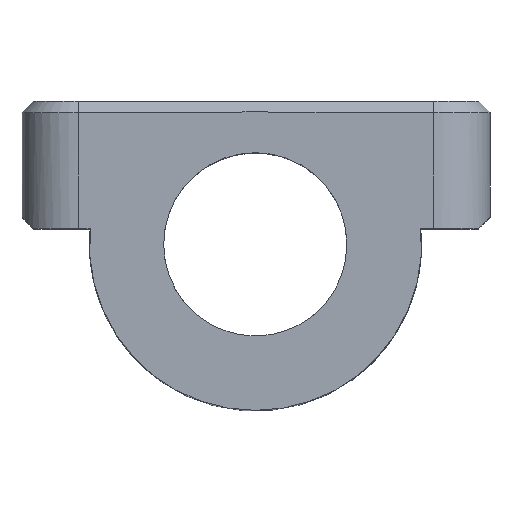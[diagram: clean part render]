
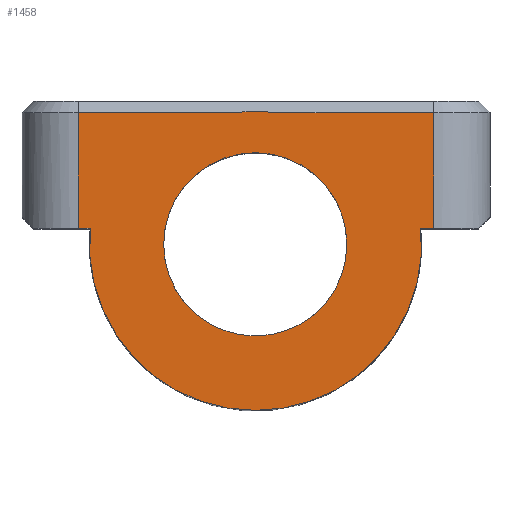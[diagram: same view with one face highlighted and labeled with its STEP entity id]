
A CAD part, top view. The second image highlights one B-rep face of the part: STEP entity #1458.
In plain terms, the highlighted planar face has unit normal (0, 0, 1).
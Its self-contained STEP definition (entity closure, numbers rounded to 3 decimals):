
#79=FACE_BOUND('',#294,.T.);
#118=CIRCLE('',#1565,5.891);
#119=CIRCLE('',#1571,3.25);
#121=CIRCLE('',#1587,3.728);
#206=FACE_OUTER_BOUND('',#293,.T.);
#293=EDGE_LOOP('',(#1324,#1325,#1326,#1327,#1328,#1329,#1330,#1331));
#294=EDGE_LOOP('',(#1332));
#383=LINE('',#2331,#521);
#405=LINE('',#2396,#543);
#424=LINE('',#3141,#562);
#426=LINE('',#3144,#564);
#427=LINE('',#3148,#565);
#428=LINE('',#3150,#566);
#521=VECTOR('',#1826,10.);
#543=VECTOR('',#1896,10.);
#562=VECTOR('',#1991,10.);
#564=VECTOR('',#1993,10.);
#565=VECTOR('',#2000,10.);
#566=VECTOR('',#2003,10.);
#660=VERTEX_POINT('',#2328);
#661=VERTEX_POINT('',#2330);
#679=VERTEX_POINT('',#2393);
#680=VERTEX_POINT('',#2395);
#689=VERTEX_POINT('',#2774);
#695=VERTEX_POINT('',#3116);
#696=VERTEX_POINT('',#3117);
#701=VERTEX_POINT('',#3137);
#702=VERTEX_POINT('',#3142);
#827=EDGE_CURVE('',#660,#661,#383,.T.);
#860=EDGE_CURVE('',#680,#679,#405,.T.);
#869=EDGE_CURVE('',#660,#680,#118,.T.);
#876=EDGE_CURVE('',#689,#689,#119,.F.);
#892=EDGE_CURVE('',#696,#695,#121,.T.);
#903=EDGE_CURVE('',#696,#701,#424,.T.);
#905=EDGE_CURVE('',#702,#695,#426,.T.);
#907=EDGE_CURVE('',#701,#679,#427,.T.);
#908=EDGE_CURVE('',#661,#702,#428,.T.);
#1324=ORIENTED_EDGE('',*,*,#869,.T.);
#1325=ORIENTED_EDGE('',*,*,#860,.T.);
#1326=ORIENTED_EDGE('',*,*,#907,.F.);
#1327=ORIENTED_EDGE('',*,*,#903,.F.);
#1328=ORIENTED_EDGE('',*,*,#892,.T.);
#1329=ORIENTED_EDGE('',*,*,#905,.F.);
#1330=ORIENTED_EDGE('',*,*,#908,.F.);
#1331=ORIENTED_EDGE('',*,*,#827,.F.);
#1332=ORIENTED_EDGE('',*,*,#876,.T.);
#1379=PLANE('',#1607);
#1458=ADVANCED_FACE('',(#206,#79),#1379,.T.);
#1565=AXIS2_PLACEMENT_3D('',#2586,#1907,#1908);
#1571=AXIS2_PLACEMENT_3D('',#2776,#1922,#1923);
#1587=AXIS2_PLACEMENT_3D('',#3119,#1962,#1963);
#1607=AXIS2_PLACEMENT_3D('',#3159,#2016,#2017);
#1826=DIRECTION('',(-1.,0.,0.));
#1896=DIRECTION('',(1.,0.,0.));
#1907=DIRECTION('center_axis',(0.,0.,
1.));
#1908=DIRECTION('ref_axis',(0.,-1.,0.));
#1922=DIRECTION('center_axis',(0.,0.,
1.));
#1923=DIRECTION('ref_axis',(1.,0.,0.));
#1962=DIRECTION('center_axis',(0.,0.,
1.));
#1963=DIRECTION('ref_axis',(-1.,0.,0.));
#1991=DIRECTION('',(1.,0.,0.));
#1993=DIRECTION('',(1.,0.,0.));
#2000=DIRECTION('',(0.,-1.,0.));
#2003=DIRECTION('',(0.,1.,0.));
#2016=DIRECTION('center_axis',(0.,0.,
1.));
#2017=DIRECTION('ref_axis',(-1.,0.,0.));
#2328=CARTESIAN_POINT('',(123.62,104.4,-57.972));
#2330=CARTESIAN_POINT('',(123.2,104.4,-57.972));
#2331=CARTESIAN_POINT('',(133.65,104.4,-57.972));
#2393=CARTESIAN_POINT('',(135.8,104.4,-57.972));
#2395=CARTESIAN_POINT('',(135.346,104.4,-57.972));
#2396=CARTESIAN_POINT('',(133.65,104.4,-57.972));
#2586=CARTESIAN_POINT('Origin',(129.483,103.83,-57.972));
#2774=CARTESIAN_POINT('',(126.224,103.83,-57.972));
#2776=CARTESIAN_POINT('Origin',(129.474,103.83,-57.972));
#3116=CARTESIAN_POINT('',(128.818,108.5,-57.972));
#3117=CARTESIAN_POINT('',(130.131,108.5,-57.972));
#3119=CARTESIAN_POINT('Origin',(129.474,104.83,-57.972));
#3137=CARTESIAN_POINT('',(135.8,108.5,-57.972));
#3141=CARTESIAN_POINT('',(133.65,108.5,-57.972));
#3142=CARTESIAN_POINT('',(123.2,108.5,-57.972));
#3144=CARTESIAN_POINT('',(133.65,108.5,-57.972));
#3148=CARTESIAN_POINT('',(135.8,108.9,-57.972));
#3150=CARTESIAN_POINT('',(123.2,108.9,-57.972));
#3159=CARTESIAN_POINT('Origin',(137.8,108.9,-57.972));
